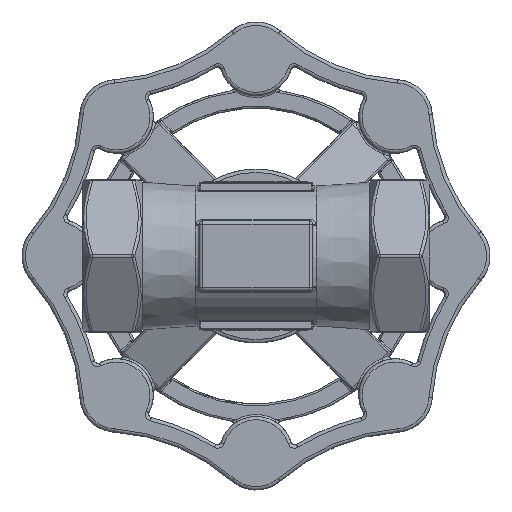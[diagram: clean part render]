
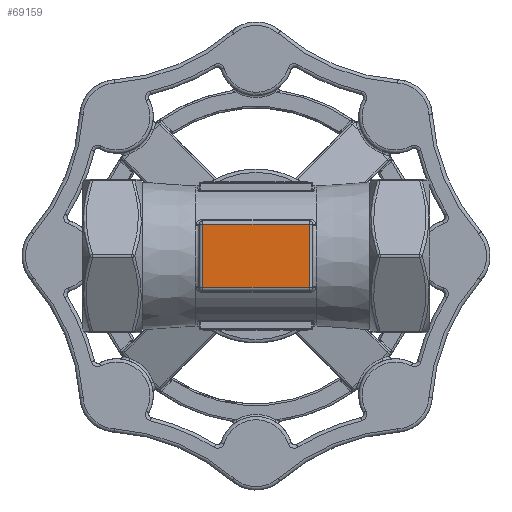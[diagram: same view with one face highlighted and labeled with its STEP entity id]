
A CAD part, front view. The second image highlights one B-rep face of the part: STEP entity #69159.
In plain terms, the highlighted planar face has unit normal (0, -1, 0).
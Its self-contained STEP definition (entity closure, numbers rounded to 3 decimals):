
#11777 = EDGE_CURVE ( 'NONE', #13082, #13083, #14258, .T. ) ;
#11778 = EDGE_CURVE ( 'NONE', #13083, #13088, #14237, .T. ) ;
#11779 = EDGE_CURVE ( 'NONE', #13088, #13089, #14264, .T. ) ;
#11780 = EDGE_CURVE ( 'NONE', #13089, #13082, #14267, .T. ) ;
#13082 = VERTEX_POINT ( 'NONE', #14729 ) ;
#13083 = VERTEX_POINT ( 'NONE', #14730 ) ;
#13088 = VERTEX_POINT ( 'NONE', #14735 ) ;
#13089 = VERTEX_POINT ( 'NONE', #14736 ) ;
#14237 = LINE ( 'NONE', #14262, #61816 ) ;
#14258 = LINE ( 'NONE', #14260, #61822 ) ;
#14260 = CARTESIAN_POINT ( 'NONE',  ( 8., -13.001, 5.25 ) ) ;
#14261 = DIRECTION ( 'NONE',  ( 0., 0., 1. ) ) ;
#14262 = CARTESIAN_POINT ( 'NONE',  ( -8.5, -13.001, 4.75 ) ) ;
#14263 = DIRECTION ( 'NONE',  ( -1., 0., 0. ) ) ;
#14264 = LINE ( 'NONE', #14265, #61827 ) ;
#14265 = CARTESIAN_POINT ( 'NONE',  ( -8., -13.001, -5.25 ) ) ;
#14266 = DIRECTION ( 'NONE',  ( 0., 0., -1. ) ) ;
#14267 = LINE ( 'NONE', #14268, #61829 ) ;
#14268 = CARTESIAN_POINT ( 'NONE',  ( 8.5, -13.001, -4.75 ) ) ;
#14269 = DIRECTION ( 'NONE',  ( 1., 0., 0. ) ) ;
#14729 = CARTESIAN_POINT ( 'NONE',  ( 8., -13.001, -4.75 ) ) ;
#14730 = CARTESIAN_POINT ( 'NONE',  ( 8., -13.001, 4.75 ) ) ;
#14735 = CARTESIAN_POINT ( 'NONE',  ( -8., -13.001, 4.75 ) ) ;
#14736 = CARTESIAN_POINT ( 'NONE',  ( -8., -13.001, -4.75 ) ) ;
#20361 = EDGE_LOOP ( 'NONE', ( #25038, #25039, #25041, #46720 ) ) ;
#25038 = ORIENTED_EDGE ( 'NONE', *, *, #11777, .T. ) ;
#25039 = ORIENTED_EDGE ( 'NONE', *, *, #11778, .T. ) ;
#25041 = ORIENTED_EDGE ( 'NONE', *, *, #11779, .T. ) ;
#31421 = AXIS2_PLACEMENT_3D ( 'NONE', #35473, #35474, #35475 ) ;
#35405 = PLANE ( 'NONE',  #31421 ) ;
#35448 = FACE_OUTER_BOUND ( 'NONE', #20361, .T. ) ;
#35473 = CARTESIAN_POINT ( 'NONE',  ( -8.5, -13.001, -5.25 ) ) ;
#35474 = DIRECTION ( 'NONE',  ( 0., -1., 0. ) ) ;
#35475 = DIRECTION ( 'NONE',  ( 0., 0., -1. ) ) ;
#46720 = ORIENTED_EDGE ( 'NONE', *, *, #11780, .T. ) ;
#61816 = VECTOR ( 'NONE', #14263, 1000. ) ;
#61822 = VECTOR ( 'NONE', #14261, 1000. ) ;
#61827 = VECTOR ( 'NONE', #14266, 1000. ) ;
#61829 = VECTOR ( 'NONE', #14269, 1000. ) ;
#69159 = ADVANCED_FACE ( 'NONE', ( #35448 ), #35405, .T. ) ;
